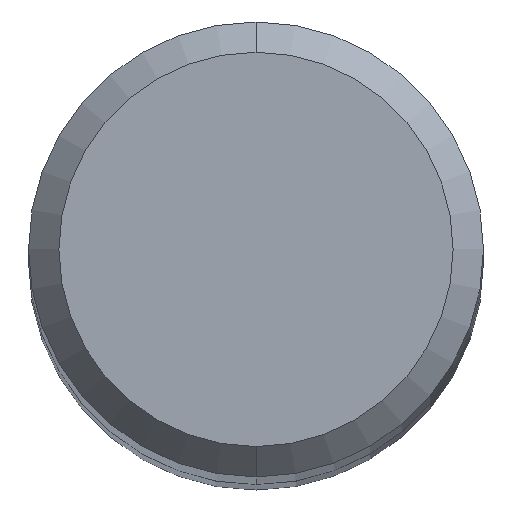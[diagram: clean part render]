
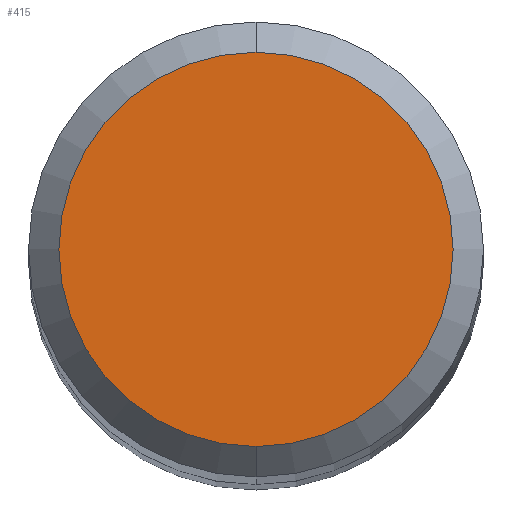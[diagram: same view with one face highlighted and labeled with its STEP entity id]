
A CAD part, top view. The second image highlights one B-rep face of the part: STEP entity #415.
In plain terms, the highlighted planar face has unit normal (0, 0, 1).
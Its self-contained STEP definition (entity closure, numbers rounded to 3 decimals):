
#215=VERTEX_POINT('',#495);
#283=VERTEX_POINT('',#571);
#287=EDGE_CURVE('',#215,#283,#575,.T.);
#341=EDGE_CURVE('',#283,#215,#630,.T.);
#415=ADVANCED_FACE('',(#715),#716,.T.);
#495=CARTESIAN_POINT('',(0.,-2.6,0.0));
#571=CARTESIAN_POINT('',(0.0,2.6,0.0));
#575=CIRCLE('',#993,2.6);
#630=CIRCLE('',#1154,2.6);
#715=FACE_OUTER_BOUND('',#1310,.T.);
#716=PLANE('',#1311);
#993=AXIS2_PLACEMENT_3D('',#1447,#1448,#1449);
#1154=AXIS2_PLACEMENT_3D('',#1486,#1487,#1488);
#1310=EDGE_LOOP('',(#1620,#1621));
#1311=AXIS2_PLACEMENT_3D('',#1622,#1623,#1624);
#1447=CARTESIAN_POINT('',(0.0,0.0,0.0));
#1448=DIRECTION('',(0.0,0.0,-1.0));
#1449=DIRECTION('',(0.0,1.0,0.0));
#1486=CARTESIAN_POINT('',(0.0,0.0,0.0));
#1487=DIRECTION('',(0.0,0.0,-1.0));
#1488=DIRECTION('',(0.0,1.0,0.0));
#1620=ORIENTED_EDGE('',*,*,#341,.F.);
#1621=ORIENTED_EDGE('',*,*,#287,.F.);
#1622=CARTESIAN_POINT('',(0.0,1.3,0.0));
#1623=DIRECTION('',(-0.0,0.0,1.0));
#1624=DIRECTION('',(0.0,-1.0,0.0));
